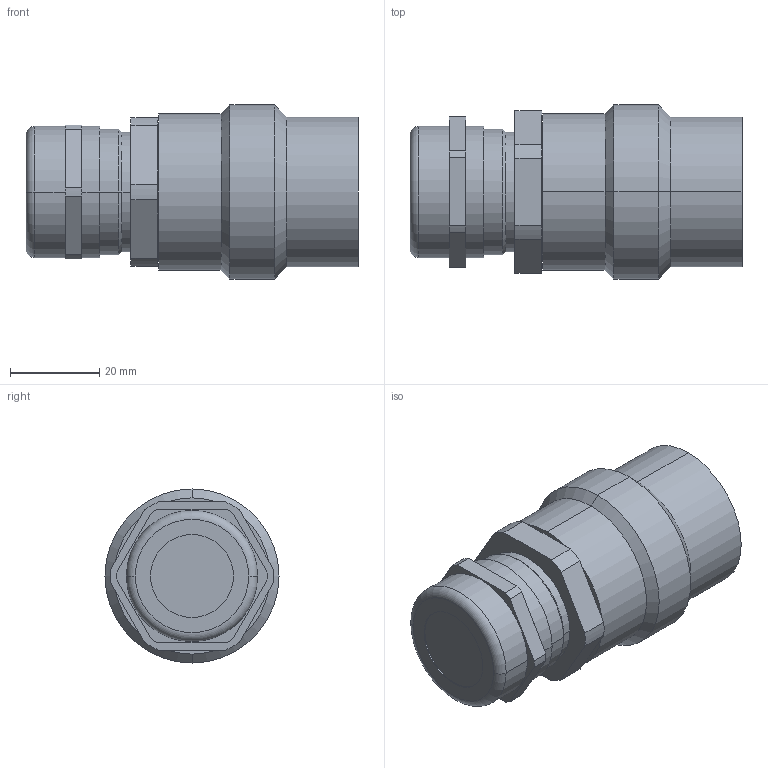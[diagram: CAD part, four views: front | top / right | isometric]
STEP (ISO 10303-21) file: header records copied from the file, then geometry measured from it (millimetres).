
FILE_DESCRIPTION((''),'2;1');
FILE_NAME('UT020JCS-CATALOGUE','2010-12-17T',('Gsineau'),('SOURIAU'),'PRO/ENGINEER BY PARAMETRIC TECHNOLOGY CORPORATION, 2010140','PRO/ENGINEER BY PARAMETRIC TECHNOLOGY CORPORATION, 2010140','');
FILE_SCHEMA(('CONFIG_CONTROL_DESIGN'));
Length unit declared in the file: millimetre
Products named in the file (1): UT020JCS-CATALOGUE
Bounding box: 74.4 x 39 x 39 mm (x, y, z)
Volume: 65855.7 mm3; surface area: 10742.4 mm2
Topology: 1 solids, 1 shells, 62 faces, 142 edges, 90 vertices
Faces by surface type: cylinder 30, plane 22, cone 8, torus 2
Entity records: 1800 total; most frequent: DIRECTION 334, CARTESIAN_POINT 294, ORIENTED_EDGE 284, EDGE_CURVE 142, AXIS2_PLACEMENT_3D 130, VERTEX_POINT 90, VECTOR 74, LINE 74
